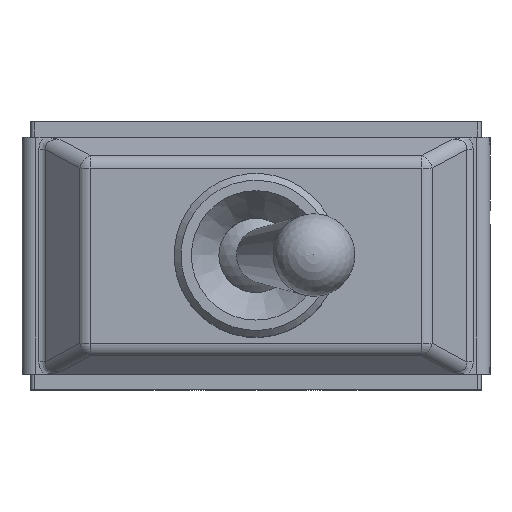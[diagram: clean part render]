
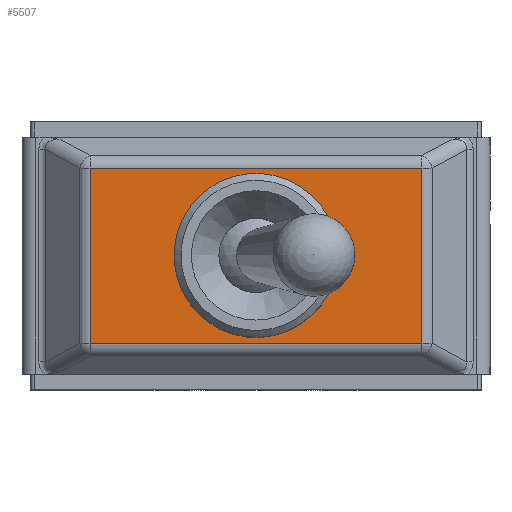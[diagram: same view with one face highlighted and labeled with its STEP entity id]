
A CAD part, top view. The second image highlights one B-rep face of the part: STEP entity #5507.
In plain terms, the highlighted planar face has unit normal (0, 0, 1).
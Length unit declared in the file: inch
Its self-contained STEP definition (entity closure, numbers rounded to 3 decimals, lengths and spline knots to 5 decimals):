
#91=FACE_BOUND('',#745,.T.);
#171=CIRCLE('',#5908,0.23438);
#420=FACE_OUTER_BOUND('',#744,.T.);
#744=EDGE_LOOP('',(#3871,#3872,#3873,#3874));
#745=EDGE_LOOP('',(#3875,#3876,#3877,#3878));
#1157=LINE('',#8387,#1767);
#1158=LINE('',#8389,#1768);
#1159=LINE('',#8391,#1769);
#1160=LINE('',#8392,#1770);
#1161=LINE('',#8397,#1771);
#1162=LINE('',#8399,#1772);
#1163=LINE('',#8400,#1773);
#1767=VECTOR('',#6666,0.3937);
#1768=VECTOR('',#6667,0.3937);
#1769=VECTOR('',#6668,0.3937);
#1770=VECTOR('',#6669,0.3937);
#1771=VECTOR('',#6672,0.3937);
#1772=VECTOR('',#6673,0.3937);
#1773=VECTOR('',#6674,0.3937);
#2393=VERTEX_POINT('',#8385);
#2394=VERTEX_POINT('',#8386);
#2395=VERTEX_POINT('',#8388);
#2396=VERTEX_POINT('',#8390);
#2397=VERTEX_POINT('',#8393);
#2398=VERTEX_POINT('',#8394);
#2399=VERTEX_POINT('',#8396);
#2400=VERTEX_POINT('',#8398);
#2951=EDGE_CURVE('',#2393,#2394,#1157,.T.);
#2952=EDGE_CURVE('',#2395,#2394,#1158,.T.);
#2953=EDGE_CURVE('',#2396,#2395,#1159,.T.);
#2954=EDGE_CURVE('',#2396,#2393,#1160,.T.);
#2955=EDGE_CURVE('',#2397,#2398,#171,.T.);
#2956=EDGE_CURVE('',#2398,#2399,#1161,.T.);
#2957=EDGE_CURVE('',#2399,#2400,#1162,.T.);
#2958=EDGE_CURVE('',#2400,#2397,#1163,.T.);
#3871=ORIENTED_EDGE('',*,*,#2951,.T.);
#3872=ORIENTED_EDGE('',*,*,#2952,.F.);
#3873=ORIENTED_EDGE('',*,*,#2953,.F.);
#3874=ORIENTED_EDGE('',*,*,#2954,.T.);
#3875=ORIENTED_EDGE('',*,*,#2955,.T.);
#3876=ORIENTED_EDGE('',*,*,#2956,.T.);
#3877=ORIENTED_EDGE('',*,*,#2957,.T.);
#3878=ORIENTED_EDGE('',*,*,#2958,.T.);
#5272=PLANE('',#5907);
#5507=ADVANCED_FACE('',(#420,#91),#5272,.T.);
#5907=AXIS2_PLACEMENT_3D('',#8384,#6664,#6665);
#5908=AXIS2_PLACEMENT_3D('',#8395,#6670,#6671);
#6664=DIRECTION('center_axis',(0.,0.,
1.));
#6665=DIRECTION('ref_axis',(-1.,0.,0.));
#6666=DIRECTION('',(1.,0.,0.));
#6667=DIRECTION('',(0.,-1.,0.));
#6668=DIRECTION('',(1.,0.,0.));
#6669=DIRECTION('',(0.,-1.,0.));
#6670=DIRECTION('center_axis',(0.,0.,
-1.));
#6671=DIRECTION('ref_axis',(-1.,0.,0.));
#6672=DIRECTION('',(-1.,0.,0.));
#6673=DIRECTION('',(0.,-1.,0.));
#6674=DIRECTION('',(1.,0.,0.));
#8384=CARTESIAN_POINT('Origin',(0.47436,0.,
0.55709));
#8385=CARTESIAN_POINT('',(-0.47436,-0.25061,0.55709));
#8386=CARTESIAN_POINT('',(0.47436,-0.25061,0.55709));
#8387=CARTESIAN_POINT('',(0.,-0.25061,0.55709));
#8388=CARTESIAN_POINT('',(0.47436,0.25061,0.55709));
#8389=CARTESIAN_POINT('',(0.47436,0.,0.55709));
#8390=CARTESIAN_POINT('',(-0.47436,0.25061,0.55709));
#8391=CARTESIAN_POINT('',(0.,0.25061,0.55709));
#8392=CARTESIAN_POINT('',(-0.47436,0.,0.55709));
#8393=CARTESIAN_POINT('',(0.23168,-0.03543,0.55709));
#8394=CARTESIAN_POINT('',(0.23168,0.03543,0.55709));
#8395=CARTESIAN_POINT('Origin',(0.,0.,
0.55709));
#8396=CARTESIAN_POINT('',(0.19082,0.03543,0.55709));
#8397=CARTESIAN_POINT('',(0.11584,0.03543,0.55709));
#8398=CARTESIAN_POINT('',(0.19082,-0.03543,0.55709));
#8399=CARTESIAN_POINT('',(0.19082,0.01772,0.55709));
#8400=CARTESIAN_POINT('',(0.09541,-0.03543,0.55709));
